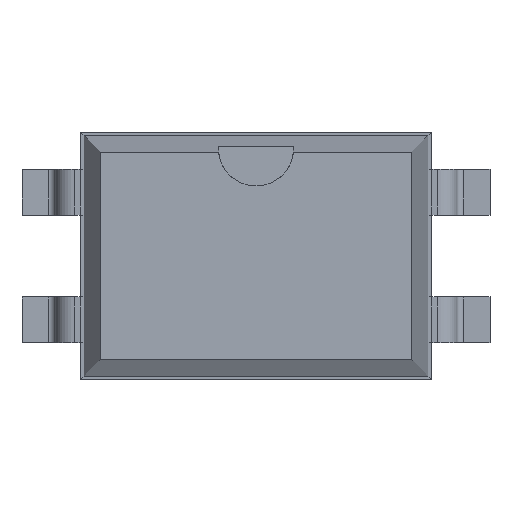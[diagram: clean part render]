
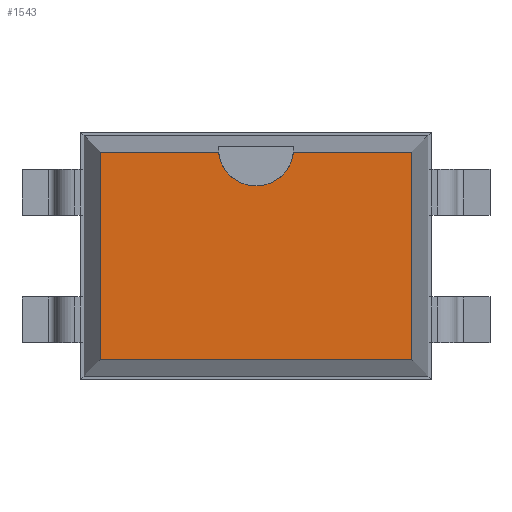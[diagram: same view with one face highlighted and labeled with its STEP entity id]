
A CAD part, top view. The second image highlights one B-rep face of the part: STEP entity #1543.
In plain terms, the highlighted planar face has unit normal (0, 0, 1).
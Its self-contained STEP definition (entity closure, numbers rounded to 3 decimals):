
#26=VECTOR('',#27,1.);
#27=DIRECTION('',(0.,1.,0.));
#33=VECTOR('',#34,1.);
#34=DIRECTION('',(-1.,0.,0.));
#40=VECTOR('',#41,1.);
#41=DIRECTION('',(0.,-1.,0.));
#45=VECTOR('',#46,1.);
#46=DIRECTION('',(1.,0.,0.));
#49=DIRECTION('',(0.,0.,-1.));
#476=DIRECTION('',(0.,0.,-1.));
#1069=VERTEX_POINT('',#1070);
#1070=CARTESIAN_POINT('',(3.101,2.066,3.68));
#1072=ORIENTED_EDGE('',*,*,#1073,.F.);
#1073=EDGE_CURVE('',#1074,#1069,#1076,.T.);
#1074=VERTEX_POINT('',#1075);
#1075=CARTESIAN_POINT('',(3.101,-2.066,3.68));
#1076=LINE('',#1075,#26);
#1283=VERTEX_POINT('',#1284);
#1284=CARTESIAN_POINT('',(-3.101,2.066,3.68));
#1286=ORIENTED_EDGE('',*,*,#1287,.F.);
#1287=EDGE_CURVE('',#1288,#1283,#1290,.T.);
#1288=VERTEX_POINT('',#1289);
#1289=CARTESIAN_POINT('',(-0.746,2.066,3.68));
#1290=LINE('',#1070,#33);
#1309=VERTEX_POINT('',#1310);
#1310=CARTESIAN_POINT('',(0.746,2.066,3.68));
#1316=ORIENTED_EDGE('',*,*,#1317,.F.);
#1317=EDGE_CURVE('',#1069,#1309,#1290,.T.);
#1331=VERTEX_POINT('',#1332);
#1332=CARTESIAN_POINT('',(-3.101,-2.066,3.68));
#1334=ORIENTED_EDGE('',*,*,#1335,.F.);
#1335=EDGE_CURVE('',#1283,#1331,#1336,.T.);
#1336=LINE('',#1284,#40);
#1538=ORIENTED_EDGE('',*,*,#1539,.F.);
#1539=EDGE_CURVE('',#1331,#1074,#1540,.T.);
#1540=LINE('',#1332,#45);
#1543=ADVANCED_FACE('',(#1544),#1555,.F.);
#1544=FACE_BOUND('',#1545,.F.);
#1545=EDGE_LOOP('',(#1072,#1538,#1334,#1286,#1546,#1553,#1316));
#1546=ORIENTED_EDGE('',*,*,#1547,.F.);
#1547=EDGE_CURVE('',#1548,#1288,#1550,.T.);
#1548=VERTEX_POINT('',#1549);
#1549=CARTESIAN_POINT('',(0.,1.391,3.68));
#1550=CIRCLE('',#1551,0.75);
#1551=AXIS2_PLACEMENT_3D('',#1552,#476,#41);
#1552=CARTESIAN_POINT('',(0.,2.141,3.68));
#1553=ORIENTED_EDGE('',*,*,#1554,.F.);
#1554=EDGE_CURVE('',#1309,#1548,#1550,.T.);
#1555=PLANE('',#1556);
#1556=AXIS2_PLACEMENT_3D('',#1075,#49,#1557);
#1557=DIRECTION('',(-0.832,0.554,0.));
